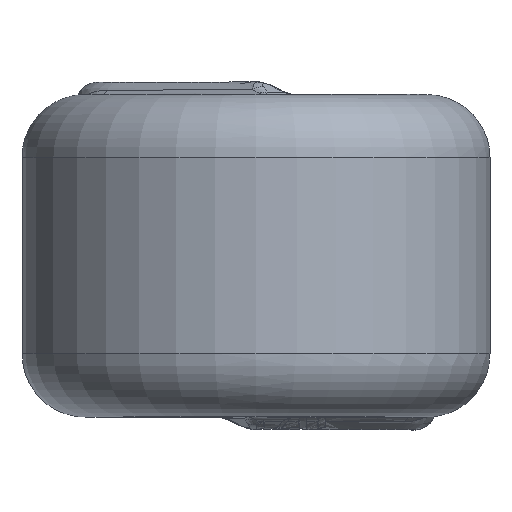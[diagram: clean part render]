
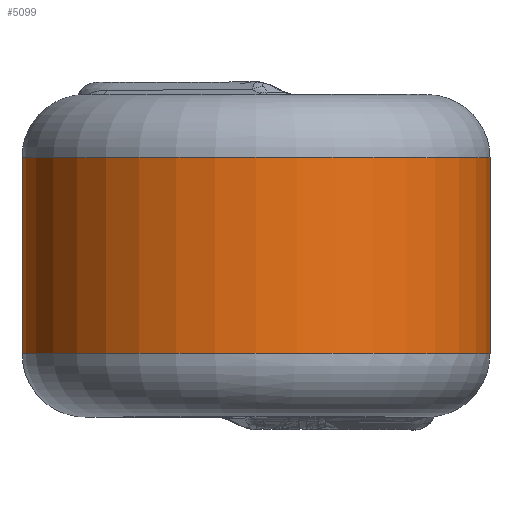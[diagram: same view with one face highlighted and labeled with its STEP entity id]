
A CAD part, top view. The second image highlights one B-rep face of the part: STEP entity #5099.
In plain terms, the highlighted cylindrical face has radius 3.7 mm (diameter 7.4 mm), a full revolution.
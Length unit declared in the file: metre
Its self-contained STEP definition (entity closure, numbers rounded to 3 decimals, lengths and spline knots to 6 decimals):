
#55=CYLINDRICAL_SURFACE('',#5319,0.0037);
#116=CIRCLE('',#5320,0.0037);
#117=CIRCLE('',#5321,0.0037);
#1398=ORIENTED_EDGE('',*,*,#2230,.T.);
#1399=ORIENTED_EDGE('',*,*,#2231,.F.);
#2230=EDGE_CURVE('',#2648,#2648,#116,.T.);
#2231=EDGE_CURVE('',#2649,#2649,#117,.T.);
#2648=VERTEX_POINT('',#8223);
#2649=VERTEX_POINT('',#8225);
#3149=EDGE_LOOP('',(#1398));
#3150=EDGE_LOOP('',(#1399));
#3377=FACE_BOUND('',#3149,.T.);
#3378=FACE_BOUND('',#3150,.T.);
#5099=ADVANCED_FACE('',(#3377,#3378),#55,.T.);
#5319=AXIS2_PLACEMENT_3D('',#8221,#5916,#5917);
#5320=AXIS2_PLACEMENT_3D('',#8222,#5918,#5919);
#5321=AXIS2_PLACEMENT_3D('',#8224,#5920,#5921);
#5916=DIRECTION('',(0.,1.,0.));
#5917=DIRECTION('',(0.,0.,1.));
#5918=DIRECTION('',(0.,1.,0.));
#5919=DIRECTION('',(0.,0.,1.));
#5920=DIRECTION('',(0.,1.,0.));
#5921=DIRECTION('',(0.,0.,1.));
#8221=CARTESIAN_POINT('',(0.,-0.00255,0.));
#8222=CARTESIAN_POINT('',(0.,-0.00155,0.));
#8223=CARTESIAN_POINT('',(0.,-0.00155,0.0037));
#8224=CARTESIAN_POINT('',(0.,0.00155,0.));
#8225=CARTESIAN_POINT('',(0.,0.00155,0.0037));
